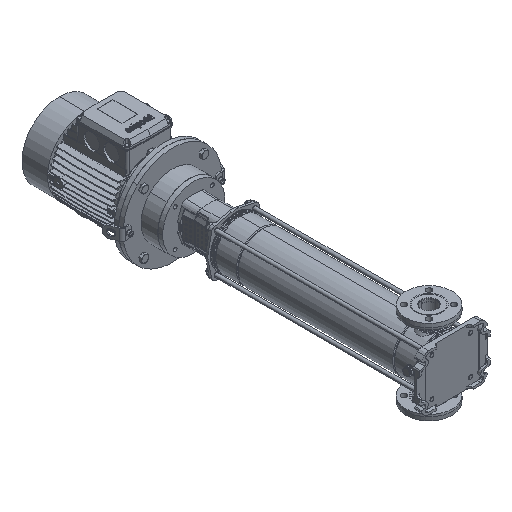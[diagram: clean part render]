
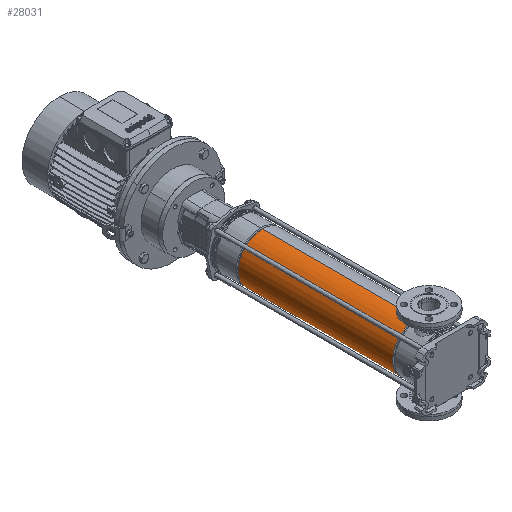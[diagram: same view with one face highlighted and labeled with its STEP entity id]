
A CAD part, isometric view. The second image highlights one B-rep face of the part: STEP entity #28031.
In plain terms, the highlighted cylindrical face has radius 85.9 mm (diameter 171.8 mm), a partial arc.
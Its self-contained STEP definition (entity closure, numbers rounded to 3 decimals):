
#4945 = VERTEX_POINT ( 'NONE', #41107 ) ;
#8050 = CARTESIAN_POINT ( 'NONE',  ( 85.9, 0., 639.603 ) ) ;
#8863 = DIRECTION ( 'NONE',  ( -1., 0., 0. ) ) ;
#10447 = CARTESIAN_POINT ( 'NONE',  ( 0., 0., 639.603 ) ) ;
#11400 = DIRECTION ( 'NONE',  ( 0., 0., -1. ) ) ;
#15070 = CARTESIAN_POINT ( 'NONE',  ( -85.9, 0., 639.603 ) ) ;
#18990 = CARTESIAN_POINT ( 'NONE',  ( 85.9, 0., 0. ) ) ;
#21923 = ORIENTED_EDGE ( 'NONE', *, *, #87515, .T. ) ;
#24329 = EDGE_CURVE ( 'NONE', #29084, #60057, #88248, .T. ) ;
#27908 = CIRCLE ( 'NONE', #79554, 85.9 ) ;
#28031 = ADVANCED_FACE ( 'NONE', ( #79768 ), #79257, .T. ) ;
#28974 = EDGE_LOOP ( 'NONE', ( #56601, #64033, #21923, #55411 ) ) ;
#29084 = VERTEX_POINT ( 'NONE', #8050 ) ;
#37809 = VECTOR ( 'NONE', #44470, 1000. ) ;
#41107 = CARTESIAN_POINT ( 'NONE',  ( -85.9, 0., 93.897 ) ) ;
#42085 = AXIS2_PLACEMENT_3D ( 'NONE', #70526, #47757, #8863 ) ;
#43968 = LINE ( 'NONE', #90970, #37809 ) ;
#44470 = DIRECTION ( 'NONE',  ( 0., 0., -1. ) ) ;
#47757 = DIRECTION ( 'NONE',  ( 0., 0., -1. ) ) ;
#55411 = ORIENTED_EDGE ( 'NONE', *, *, #69034, .F. ) ;
#56601 = ORIENTED_EDGE ( 'NONE', *, *, #24329, .F. ) ;
#60057 = VERTEX_POINT ( 'NONE', #82444 ) ;
#64033 = ORIENTED_EDGE ( 'NONE', *, *, #97875, .T. ) ;
#69034 = EDGE_CURVE ( 'NONE', #60057, #4945, #90568, .T. ) ;
#70526 = CARTESIAN_POINT ( 'NONE',  ( 0., 0., 93.897 ) ) ;
#71178 = CARTESIAN_POINT ( 'NONE',  ( 0., 0., 0. ) ) ;
#72185 = DIRECTION ( 'NONE',  ( 0., 0., -1. ) ) ;
#72604 = DIRECTION ( 'NONE',  ( -1., 0., 0. ) ) ;
#75283 = VECTOR ( 'NONE', #11400, 1000. ) ;
#78253 = AXIS2_PLACEMENT_3D ( 'NONE', #71178, #72185, #78264 ) ;
#78264 = DIRECTION ( 'NONE',  ( -1., 0., 0. ) ) ;
#79257 = CYLINDRICAL_SURFACE ( 'NONE', #78253, 85.9 ) ;
#79554 = AXIS2_PLACEMENT_3D ( 'NONE', #10447, #86253, #72604 ) ;
#79768 = FACE_OUTER_BOUND ( 'NONE', #28974, .T. ) ;
#81470 = VERTEX_POINT ( 'NONE', #15070 ) ;
#82444 = CARTESIAN_POINT ( 'NONE',  ( 85.9, 0., 93.897 ) ) ;
#86253 = DIRECTION ( 'NONE',  ( 0., 0., -1. ) ) ;
#87515 = EDGE_CURVE ( 'NONE', #81470, #4945, #43968, .T. ) ;
#88248 = LINE ( 'NONE', #18990, #75283 ) ;
#90568 = CIRCLE ( 'NONE', #42085, 85.9 ) ;
#90970 = CARTESIAN_POINT ( 'NONE',  ( -85.9, 0., 0. ) ) ;
#97875 = EDGE_CURVE ( 'NONE', #29084, #81470, #27908, .T. ) ;
